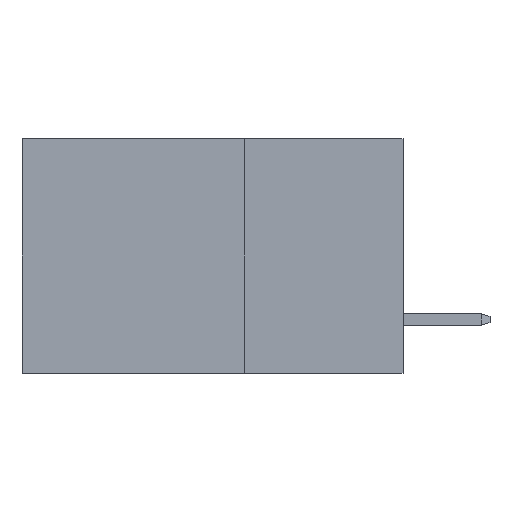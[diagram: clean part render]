
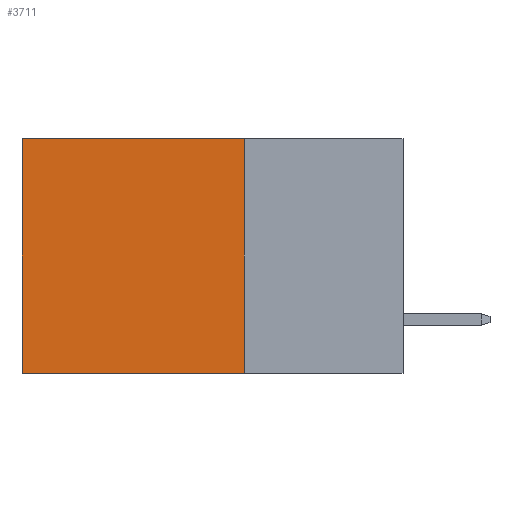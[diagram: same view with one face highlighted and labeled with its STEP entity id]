
A CAD part, left-side view. The second image highlights one B-rep face of the part: STEP entity #3711.
In plain terms, the highlighted planar face has unit normal (-1, 0, 0).
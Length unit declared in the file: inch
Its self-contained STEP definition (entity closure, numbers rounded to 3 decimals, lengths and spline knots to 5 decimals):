
#80 = DIRECTION ( 'NONE',  ( 1., 0., 0. ) ) ;
#137 = VERTEX_POINT ( 'NONE', #5596 ) ;
#183 = DIRECTION ( 'NONE',  ( 0., 0., -1. ) ) ;
#433 = EDGE_LOOP ( 'NONE', ( #5345, #679, #1841, #922 ) ) ;
#679 = ORIENTED_EDGE ( 'NONE', *, *, #9317, .F. ) ;
#922 = ORIENTED_EDGE ( 'NONE', *, *, #6244, .T. ) ;
#990 = LINE ( 'NONE', #1041, #6791 ) ;
#1041 = CARTESIAN_POINT ( 'NONE',  ( 0.2875, 0.25, 0. ) ) ;
#1140 = AXIS2_PLACEMENT_3D ( 'NONE', #7120, #80, #183 ) ;
#1246 = VERTEX_POINT ( 'NONE', #7252 ) ;
#1841 = ORIENTED_EDGE ( 'NONE', *, *, #9381, .F. ) ;
#2162 = VERTEX_POINT ( 'NONE', #7382 ) ;
#2307 = CARTESIAN_POINT ( 'NONE',  ( 0.2875, 0.25, -0.37 ) ) ;
#2692 = CARTESIAN_POINT ( 'NONE',  ( 0.2875, 0.6, -0.37 ) ) ;
#3047 = EDGE_CURVE ( 'NONE', #137, #6399, #8116, .T. ) ;
#3711 = ADVANCED_FACE ( 'NONE', ( #7224 ), #8791, .F. ) ;
#4120 = CARTESIAN_POINT ( 'NONE',  ( 0.2875, 0.6, 0. ) ) ;
#4324 = LINE ( 'NONE', #4429, #8044 ) ;
#4429 = CARTESIAN_POINT ( 'NONE',  ( 0.2875, 0.25, 0. ) ) ;
#5345 = ORIENTED_EDGE ( 'NONE', *, *, #3047, .T. ) ;
#5453 = DIRECTION ( 'NONE',  ( 0., 1., 0. ) ) ;
#5596 = CARTESIAN_POINT ( 'NONE',  ( 0.2875, 0.6, 0. ) ) ;
#5997 = DIRECTION ( 'NONE',  ( 0., 1., 0. ) ) ;
#6162 = LINE ( 'NONE', #2307, #8251 ) ;
#6244 = EDGE_CURVE ( 'NONE', #2162, #137, #4324, .T. ) ;
#6399 = VERTEX_POINT ( 'NONE', #2692 ) ;
#6466 = DIRECTION ( 'NONE',  ( 0., 0., -1. ) ) ;
#6791 = VECTOR ( 'NONE', #6466, 39.37008 ) ;
#7120 = CARTESIAN_POINT ( 'NONE',  ( 0.2875, 0.25, 0. ) ) ;
#7224 = FACE_OUTER_BOUND ( 'NONE', #433, .T. ) ;
#7252 = CARTESIAN_POINT ( 'NONE',  ( 0.2875, 0.25, -0.37 ) ) ;
#7382 = CARTESIAN_POINT ( 'NONE',  ( 0.2875, 0.25, 0. ) ) ;
#8044 = VECTOR ( 'NONE', #5997, 39.37008 ) ;
#8116 = LINE ( 'NONE', #4120, #8963 ) ;
#8251 = VECTOR ( 'NONE', #5453, 39.37008 ) ;
#8791 = PLANE ( 'NONE',  #1140 ) ;
#8963 = VECTOR ( 'NONE', #9734, 39.37008 ) ;
#9317 = EDGE_CURVE ( 'NONE', #1246, #6399, #6162, .T. ) ;
#9381 = EDGE_CURVE ( 'NONE', #2162, #1246, #990, .T. ) ;
#9734 = DIRECTION ( 'NONE',  ( 0., 0., -1. ) ) ;
